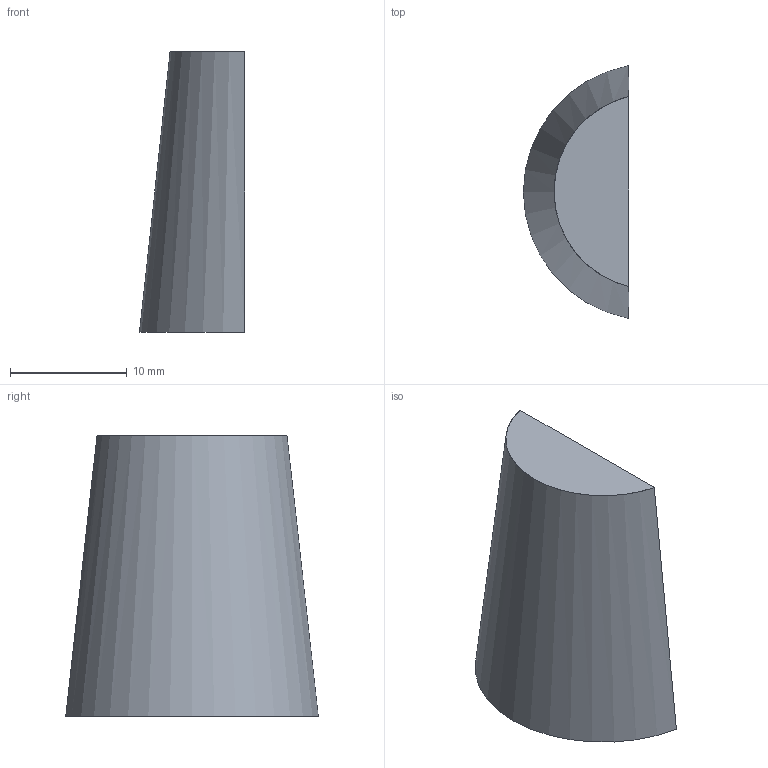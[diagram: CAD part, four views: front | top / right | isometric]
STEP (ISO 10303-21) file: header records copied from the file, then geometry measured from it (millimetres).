
FILE_DESCRIPTION (( 'STEP AP203' ), '1' );
FILE_NAME ('whisker_chamber_left.STEP', '2023-08-28T07:35:48', ( '' ), ( '' ), 'SwSTEP 2.0', 'SolidWorks 2020', '' );
FILE_SCHEMA (( 'CONFIG_CONTROL_DESIGN' ));
Length unit declared in the file: millimetre
Products named in the file (1): whisker_chamber_left
Bounding box: 9 x 21.63 x 24 mm (x, y, z)
Surface area: 1169.2 mm2 (no closed solid volume)
Topology: 0 solids, 2 shells, 3 faces, 8 edges, 6 vertices
Faces by surface type: plane 2, bspline 1
Entity records: 200 total; most frequent: CARTESIAN_POINT 50, DIRECTION 15, ORIENTED_EDGE 10, PERSON_AND_ORGANIZATION 8, EDGE_CURVE 8, VERTEX_POINT 6, PERSON_AND_ORGANIZATION_ROLE 5, LOCAL_TIME 5
